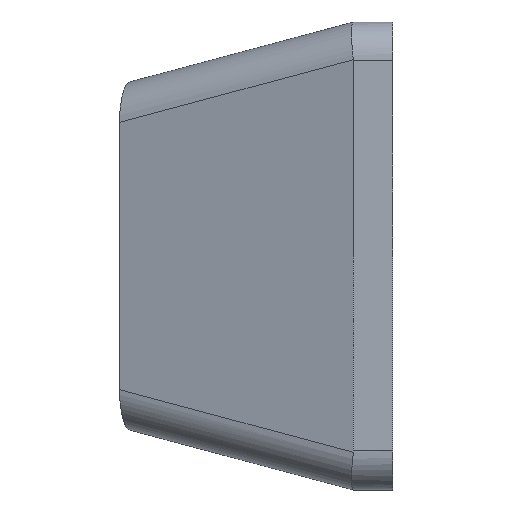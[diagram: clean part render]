
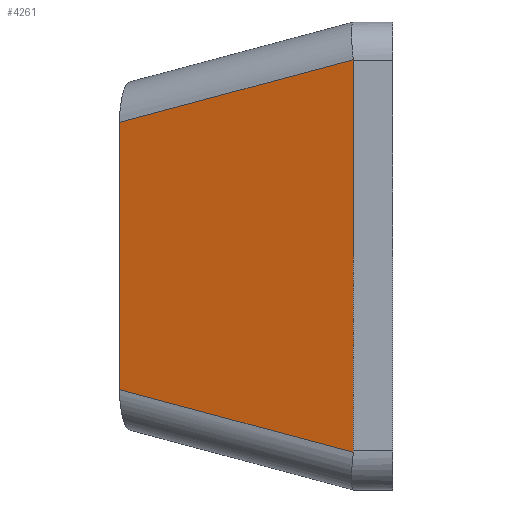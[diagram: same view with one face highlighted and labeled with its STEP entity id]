
A CAD part, left-side view. The second image highlights one B-rep face of the part: STEP entity #4261.
In plain terms, the highlighted planar face has unit normal (-0.966, 0.259, 0).
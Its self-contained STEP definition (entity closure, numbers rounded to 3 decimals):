
#115 = VERTEX_POINT ( 'NONE', #768 ) ;
#123 = ORIENTED_EDGE ( 'NONE', *, *, #5492, .F. ) ;
#131 = CARTESIAN_POINT ( 'NONE',  ( -6.588, 9., -9. ) ) ;
#200 =( BOUNDED_CURVE ( )  B_SPLINE_CURVE ( 3, ( #4310, #2128, #3763, #5085 ),
 .UNSPECIFIED., .F., .T. ) 
 B_SPLINE_CURVE_WITH_KNOTS ( ( 4, 4 ),
 ( 3.142, 3.175 ),
 .UNSPECIFIED. ) 
 CURVE ( )  GEOMETRIC_REPRESENTATION_ITEM ( )  RATIONAL_B_SPLINE_CURVE ( ( 1., 1., 1., 1. ) ) 
 REPRESENTATION_ITEM ( '' )  );
#288 = ORIENTED_EDGE ( 'NONE', *, *, #2835, .T. ) ;
#488 = ORIENTED_EDGE ( 'NONE', *, *, #4954, .T. ) ;
#590 = DIRECTION ( 'NONE',  ( 0., 0., 1. ) ) ;
#616 = CARTESIAN_POINT ( 'NONE',  ( -9., 0., -9. ) ) ;
#768 = CARTESIAN_POINT ( 'NONE',  ( -8.999, 0.003, -7.55 ) ) ;
#1025 = DIRECTION ( 'NONE',  ( 0., 0., 1. ) ) ;
#1080 = LINE ( 'NONE', #616, #1440 ) ;
#1091 = CARTESIAN_POINT ( 'NONE',  ( -9., 0., -9. ) ) ;
#1229 = VERTEX_POINT ( 'NONE', #4771 ) ;
#1270 = VERTEX_POINT ( 'NONE', #3124 ) ;
#1390 = EDGE_CURVE ( 'NONE', #1497, #4159, #1080, .T. ) ;
#1440 = VECTOR ( 'NONE', #1025, 1000. ) ;
#1497 = VERTEX_POINT ( 'NONE', #5594 ) ;
#1564 =( BOUNDED_CURVE ( )  B_SPLINE_CURVE ( 3, ( #1647, #5140, #3844, #3781 ),
 .UNSPECIFIED., .F., .F. ) 
 B_SPLINE_CURVE_WITH_KNOTS ( ( 4, 4 ),
 ( 3.108, 3.142 ),
 .UNSPECIFIED. ) 
 CURVE ( )  GEOMETRIC_REPRESENTATION_ITEM ( )  RATIONAL_B_SPLINE_CURVE ( ( 1., 1., 1., 1. ) ) 
 REPRESENTATION_ITEM ( '' )  );
#1647 = CARTESIAN_POINT ( 'NONE',  ( -8.999, 0.003, -7.55 ) ) ;
#2128 = CARTESIAN_POINT ( 'NONE',  ( -9., 0., 7.517 ) ) ;
#2261 = CARTESIAN_POINT ( 'NONE',  ( -9.091, -0.339, -7.642 ) ) ;
#2292 = DIRECTION ( 'NONE',  ( -0.259, -0.966, 0. ) ) ;
#2346 = CARTESIAN_POINT ( 'NONE',  ( -7.961, 3.878, 6.512 ) ) ;
#2367 = VECTOR ( 'NONE', #590, 1000. ) ;
#2605 = PLANE ( 'NONE',  #2649 ) ;
#2649 = AXIS2_PLACEMENT_3D ( 'NONE', #1091, #2806, #2292 ) ;
#2711 = ORIENTED_EDGE ( 'NONE', *, *, #4769, .T. ) ;
#2752 = LINE ( 'NONE', #2261, #4852 ) ;
#2760 = DIRECTION ( 'NONE',  ( 0.251, 0.935, -0.251 ) ) ;
#2806 = DIRECTION ( 'NONE',  ( -0.966, 0.259, 0. ) ) ;
#2835 = EDGE_CURVE ( 'NONE', #1270, #1229, #3618, .T. ) ;
#3099 = VECTOR ( 'NONE', #2760, 1000. ) ;
#3124 = CARTESIAN_POINT ( 'NONE',  ( -8.999, 0.003, 7.55 ) ) ;
#3216 = EDGE_LOOP ( 'NONE', ( #5683, #2711, #288, #123, #4049, #488 ) ) ;
#3556 = LINE ( 'NONE', #131, #2367 ) ;
#3558 = FACE_OUTER_BOUND ( 'NONE', #3216, .T. ) ;
#3618 = LINE ( 'NONE', #2346, #3099 ) ;
#3763 = CARTESIAN_POINT ( 'NONE',  ( -9., 0.001, 7.534 ) ) ;
#3781 = CARTESIAN_POINT ( 'NONE',  ( -9., 0., -7.5 ) ) ;
#3803 = CARTESIAN_POINT ( 'NONE',  ( -9., 0., 7.5 ) ) ;
#3844 = CARTESIAN_POINT ( 'NONE',  ( -9., 0., -7.517 ) ) ;
#4049 = ORIENTED_EDGE ( 'NONE', *, *, #5418, .T. ) ;
#4159 = VERTEX_POINT ( 'NONE', #3803 ) ;
#4261 = ADVANCED_FACE ( 'NONE', ( #3558 ), #2605, .T. ) ;
#4310 = CARTESIAN_POINT ( 'NONE',  ( -9., 0., 7.5 ) ) ;
#4431 = VERTEX_POINT ( 'NONE', #5236 ) ;
#4528 = DIRECTION ( 'NONE',  ( -0.251, -0.935, -0.251 ) ) ;
#4769 = EDGE_CURVE ( 'NONE', #4159, #1270, #200, .T. ) ;
#4771 = CARTESIAN_POINT ( 'NONE',  ( -6.588, 9., 5.14 ) ) ;
#4852 = VECTOR ( 'NONE', #4528, 1000. ) ;
#4954 = EDGE_CURVE ( 'NONE', #115, #1497, #1564, .T. ) ;
#5085 = CARTESIAN_POINT ( 'NONE',  ( -8.999, 0.003, 7.55 ) ) ;
#5140 = CARTESIAN_POINT ( 'NONE',  ( -9., 0.001, -7.534 ) ) ;
#5236 = CARTESIAN_POINT ( 'NONE',  ( -6.588, 9., -5.14 ) ) ;
#5418 = EDGE_CURVE ( 'NONE', #4431, #115, #2752, .T. ) ;
#5492 = EDGE_CURVE ( 'NONE', #4431, #1229, #3556, .T. ) ;
#5594 = CARTESIAN_POINT ( 'NONE',  ( -9., 0., -7.5 ) ) ;
#5683 = ORIENTED_EDGE ( 'NONE', *, *, #1390, .T. ) ;
